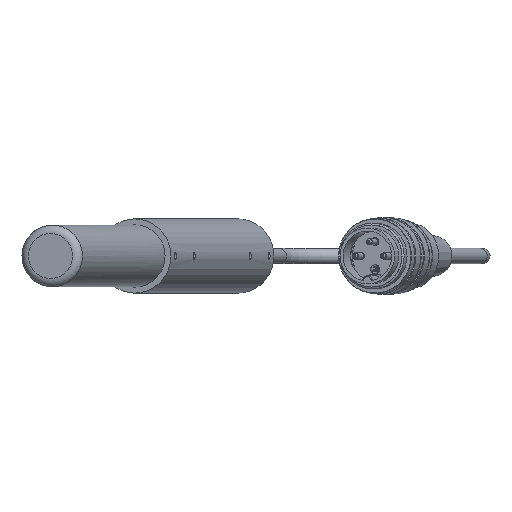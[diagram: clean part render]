
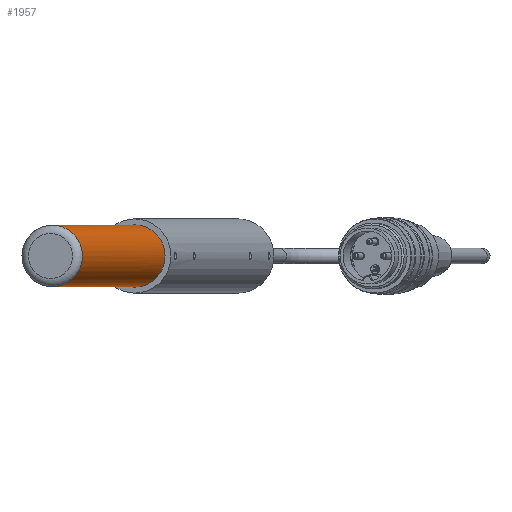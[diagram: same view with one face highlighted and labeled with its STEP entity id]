
A CAD part, left-side view. The second image highlights one B-rep face of the part: STEP entity #1957.
In plain terms, the highlighted cylindrical face has radius 7.5 mm (diameter 15 mm), a full revolution.
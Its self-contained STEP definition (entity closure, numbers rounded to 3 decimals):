
#384=CIRCLE('',#2194,7.5);
#386=CIRCLE('',#2197,7.5);
#387=CIRCLE('',#2198,7.5);
#470=FACE_BOUND('',#792,.T.);
#592=FACE_OUTER_BOUND('',#791,.T.);
#791=EDGE_LOOP('',(#1656,#1657));
#792=EDGE_LOOP('',(#1658));
#990=VERTEX_POINT('',#4012);
#992=VERTEX_POINT('',#4017);
#993=VERTEX_POINT('',#4018);
#1215=EDGE_CURVE('',#990,#990,#384,.T.);
#1217=EDGE_CURVE('',#992,#993,#386,.T.);
#1218=EDGE_CURVE('',#993,#992,#387,.T.);
#1656=ORIENTED_EDGE('',*,*,#1217,.T.);
#1657=ORIENTED_EDGE('',*,*,#1218,.T.);
#1658=ORIENTED_EDGE('',*,*,#1215,.F.);
#1711=CYLINDRICAL_SURFACE('',#2196,7.5);
#1957=ADVANCED_FACE('',(#592,#470),#1711,.T.);
#2194=AXIS2_PLACEMENT_3D('',#4013,#2717,#2718);
#2196=AXIS2_PLACEMENT_3D('',#4016,#2721,#2722);
#2197=AXIS2_PLACEMENT_3D('',#4019,#2723,#2724);
#2198=AXIS2_PLACEMENT_3D('',#4020,#2725,#2726);
#2717=DIRECTION('center_axis',(-0.974,0.227,0.));
#2718=DIRECTION('ref_axis',(0.,0.,
1.));
#2721=DIRECTION('center_axis',(-0.974,0.227,0.));
#2722=DIRECTION('ref_axis',(0.,0.,
-1.));
#2723=DIRECTION('center_axis',(-0.974,0.227,0.));
#2724=DIRECTION('ref_axis',(0.16,0.684,-0.712));
#2725=DIRECTION('center_axis',(-0.974,0.227,0.));
#2726=DIRECTION('ref_axis',(0.16,0.684,-0.712));
#4012=CARTESIAN_POINT('',(-353.827,120.536,-0.947));
#4013=CARTESIAN_POINT('Origin',(-353.827,120.536,6.553));
#4016=CARTESIAN_POINT('Origin',(-272.999,101.67,6.553));
#4017=CARTESIAN_POINT('',(-190.224,82.35,-0.947));
#4018=CARTESIAN_POINT('',(-191.438,77.148,1.289));
#4019=CARTESIAN_POINT('Origin',(-190.224,82.35,6.553));
#4020=CARTESIAN_POINT('Origin',(-190.224,82.35,6.553));
